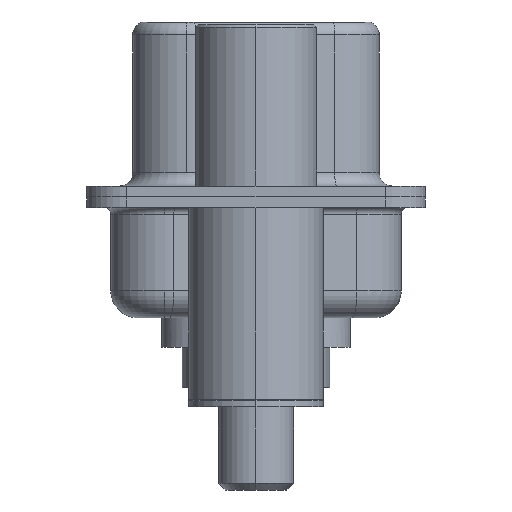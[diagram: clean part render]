
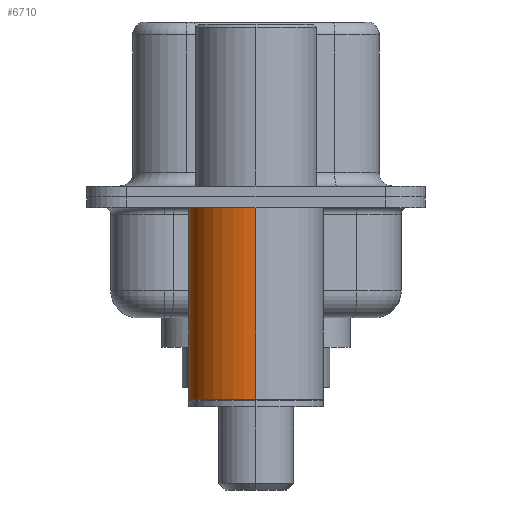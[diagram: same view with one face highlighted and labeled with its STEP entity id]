
A CAD part, left-side view. The second image highlights one B-rep face of the part: STEP entity #6710.
In plain terms, the highlighted cylindrical face has radius 2.5 mm (diameter 5 mm), a partial arc.
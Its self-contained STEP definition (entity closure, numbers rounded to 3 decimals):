
#7 = LINE ( 'NONE', #4789, #12840 ) ;
#1364 = EDGE_CURVE ( 'NONE', #16862, #7857, #14656, .T. ) ;
#1498 = ORIENTED_EDGE ( 'NONE', *, *, #1364, .T. ) ;
#1561 = CIRCLE ( 'NONE', #17965, 2.5 ) ;
#2580 = VERTEX_POINT ( 'NONE', #10196 ) ;
#2722 = CARTESIAN_POINT ( 'NONE',  ( 2.5, 0., -7.525 ) ) ;
#3019 = DIRECTION ( 'NONE',  ( 0., 0., 1. ) ) ;
#3645 = EDGE_CURVE ( 'NONE', #2580, #7857, #18815, .T. ) ;
#4288 = FACE_OUTER_BOUND ( 'NONE', #7888, .T. ) ;
#4585 = CARTESIAN_POINT ( 'NONE',  ( 0., 0., 0.581 ) ) ;
#4789 = CARTESIAN_POINT ( 'NONE',  ( 2.5, 0., 0.581 ) ) ;
#6610 = DIRECTION ( 'NONE',  ( 0., 0., 1. ) ) ;
#6710 = ADVANCED_FACE ( 'NONE', ( #4288 ), #16764, .T. ) ;
#7857 = VERTEX_POINT ( 'NONE', #19445 ) ;
#7888 = EDGE_LOOP ( 'NONE', ( #17222, #1498, #16530, #10007 ) ) ;
#8039 = CARTESIAN_POINT ( 'NONE',  ( -2.5, 0., -7.525 ) ) ;
#9954 = DIRECTION ( 'NONE',  ( 0., 0., 1. ) ) ;
#10007 = ORIENTED_EDGE ( 'NONE', *, *, #16141, .F. ) ;
#10196 = CARTESIAN_POINT ( 'NONE',  ( 2.5, 0., -0.4 ) ) ;
#10344 = DIRECTION ( 'NONE',  ( 0., 0., 1. ) ) ;
#10969 = DIRECTION ( 'NONE',  ( 1., 0., 0. ) ) ;
#11374 = EDGE_CURVE ( 'NONE', #12621, #16862, #1561, .T. ) ;
#12621 = VERTEX_POINT ( 'NONE', #2722 ) ;
#12840 = VECTOR ( 'NONE', #3019, 1000. ) ;
#14131 = AXIS2_PLACEMENT_3D ( 'NONE', #19985, #10344, #18157 ) ;
#14162 = VECTOR ( 'NONE', #19730, 1000. ) ;
#14656 = LINE ( 'NONE', #19813, #14162 ) ;
#16141 = EDGE_CURVE ( 'NONE', #12621, #2580, #7, .T. ) ;
#16351 = CARTESIAN_POINT ( 'NONE',  ( 0., 0., -7.525 ) ) ;
#16530 = ORIENTED_EDGE ( 'NONE', *, *, #3645, .F. ) ;
#16764 = CYLINDRICAL_SURFACE ( 'NONE', #18946, 2.5 ) ;
#16862 = VERTEX_POINT ( 'NONE', #8039 ) ;
#17222 = ORIENTED_EDGE ( 'NONE', *, *, #11374, .T. ) ;
#17924 = DIRECTION ( 'NONE',  ( 1., 0., 0. ) ) ;
#17965 = AXIS2_PLACEMENT_3D ( 'NONE', #16351, #6610, #17924 ) ;
#18157 = DIRECTION ( 'NONE',  ( 1., 0., 0. ) ) ;
#18815 = CIRCLE ( 'NONE', #14131, 2.5 ) ;
#18946 = AXIS2_PLACEMENT_3D ( 'NONE', #4585, #9954, #10969 ) ;
#19445 = CARTESIAN_POINT ( 'NONE',  ( -2.5, 0., -0.4 ) ) ;
#19730 = DIRECTION ( 'NONE',  ( 0., 0., 1. ) ) ;
#19813 = CARTESIAN_POINT ( 'NONE',  ( -2.5, 0., 0.581 ) ) ;
#19985 = CARTESIAN_POINT ( 'NONE',  ( 0., 0., -0.4 ) ) ;
